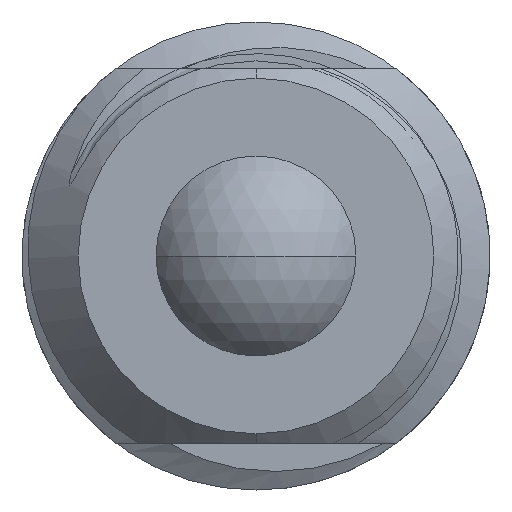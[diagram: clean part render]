
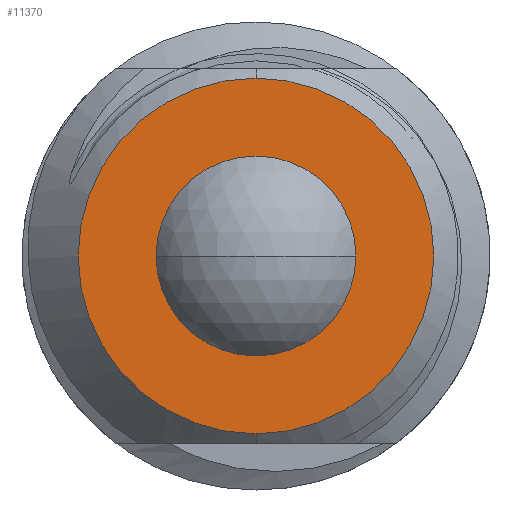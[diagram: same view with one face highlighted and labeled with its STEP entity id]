
A CAD part, left-side view. The second image highlights one B-rep face of the part: STEP entity #11370.
In plain terms, the highlighted planar face has unit normal (-1, 0, 0).
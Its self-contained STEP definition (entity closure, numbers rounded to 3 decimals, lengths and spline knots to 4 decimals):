
#614 = CIRCLE ( 'NONE', #6995, 2.1354 ) ;
#926 = VERTEX_POINT ( 'NONE', #40749 ) ;
#1639 = ORIENTED_EDGE ( 'NONE', *, *, #17088, .T. ) ;
#2704 = DIRECTION ( 'NONE',  ( -1., 0., 0. ) ) ;
#4237 = CARTESIAN_POINT ( 'NONE',  ( 1.2, 0., 0. ) ) ;
#6995 = AXIS2_PLACEMENT_3D ( 'NONE', #52976, #2704, #12208 ) ;
#11370 = ADVANCED_FACE ( 'NONE', ( #53113, #36539 ), #38476, .F. ) ;
#12208 = DIRECTION ( 'NONE',  ( 0., 0., 1. ) ) ;
#13664 = VERTEX_POINT ( 'NONE', #28341 ) ;
#17088 = EDGE_CURVE ( 'NONE', #13664, #37433, #59480, .T. ) ;
#18360 = EDGE_LOOP ( 'NONE', ( #36859, #29637 ) ) ;
#23686 = CIRCLE ( 'NONE', #32855, 2.1354 ) ;
#24261 = CARTESIAN_POINT ( 'NONE',  ( 1.2, 0., -3.8 ) ) ;
#26122 = CIRCLE ( 'NONE', #42530, 3.8 ) ;
#26833 = EDGE_CURVE ( 'NONE', #37433, #13664, #26122, .T. ) ;
#28341 = CARTESIAN_POINT ( 'NONE',  ( 1.2, 0., 3.8 ) ) ;
#29334 = VERTEX_POINT ( 'NONE', #58544 ) ;
#29637 = ORIENTED_EDGE ( 'NONE', *, *, #49702, .F. ) ;
#29726 = DIRECTION ( 'NONE',  ( 0., 0., 1. ) ) ;
#31597 = EDGE_CURVE ( 'NONE', #29334, #926, #23686, .T. ) ;
#31692 = AXIS2_PLACEMENT_3D ( 'NONE', #53307, #58630, #43774 ) ;
#32855 = AXIS2_PLACEMENT_3D ( 'NONE', #4237, #49873, #29726 ) ;
#36539 = FACE_OUTER_BOUND ( 'NONE', #38054, .T. ) ;
#36859 = ORIENTED_EDGE ( 'NONE', *, *, #31597, .F. ) ;
#37433 = VERTEX_POINT ( 'NONE', #24261 ) ;
#38054 = EDGE_LOOP ( 'NONE', ( #1639, #64449 ) ) ;
#38476 = PLANE ( 'NONE',  #31692 ) ;
#39265 = CARTESIAN_POINT ( 'NONE',  ( 1.2, 0., 0. ) ) ;
#40749 = CARTESIAN_POINT ( 'NONE',  ( 1.2, -2.1354, 0. ) ) ;
#42530 = AXIS2_PLACEMENT_3D ( 'NONE', #63362, #48495, #58031 ) ;
#43774 = DIRECTION ( 'NONE',  ( 0., 0., -1. ) ) ;
#43913 = DIRECTION ( 'NONE',  ( -1., 0., 0. ) ) ;
#48495 = DIRECTION ( 'NONE',  ( -1., 0., 0. ) ) ;
#49438 = DIRECTION ( 'NONE',  ( 0., 0., 1. ) ) ;
#49692 = AXIS2_PLACEMENT_3D ( 'NONE', #39265, #43913, #49438 ) ;
#49702 = EDGE_CURVE ( 'NONE', #926, #29334, #614, .T. ) ;
#49873 = DIRECTION ( 'NONE',  ( -1., 0., 0. ) ) ;
#52976 = CARTESIAN_POINT ( 'NONE',  ( 1.2, 0., 0. ) ) ;
#53113 = FACE_BOUND ( 'NONE', #18360, .T. ) ;
#53307 = CARTESIAN_POINT ( 'NONE',  ( 1.2, 2.1354, 0. ) ) ;
#58031 = DIRECTION ( 'NONE',  ( 0., 0., 1. ) ) ;
#58544 = CARTESIAN_POINT ( 'NONE',  ( 1.2, 2.1354, 0. ) ) ;
#58630 = DIRECTION ( 'NONE',  ( 1., 0., 0. ) ) ;
#59480 = CIRCLE ( 'NONE', #49692, 3.8 ) ;
#63362 = CARTESIAN_POINT ( 'NONE',  ( 1.2, 0., 0. ) ) ;
#64449 = ORIENTED_EDGE ( 'NONE', *, *, #26833, .T. ) ;
